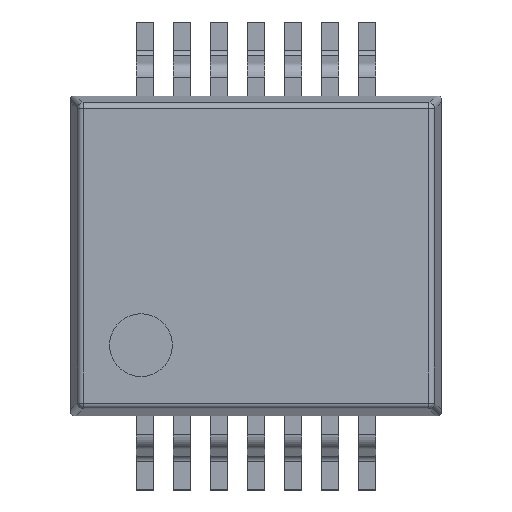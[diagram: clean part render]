
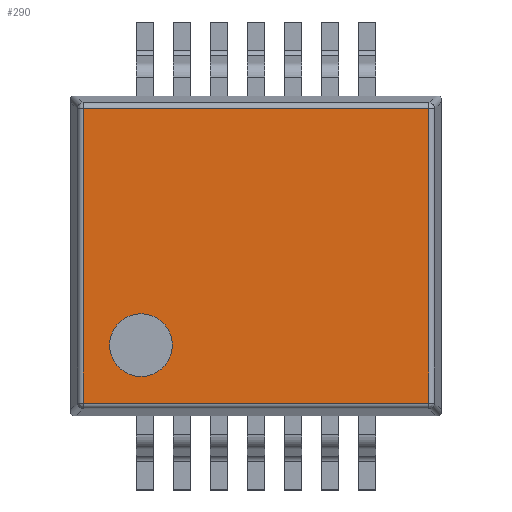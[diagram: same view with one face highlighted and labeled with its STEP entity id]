
A CAD part, top view. The second image highlights one B-rep face of the part: STEP entity #290.
In plain terms, the highlighted planar face has unit normal (0, 0, 1).
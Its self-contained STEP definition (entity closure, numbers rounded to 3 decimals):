
#290=ADVANCED_FACE('',(#986,#988),#990,.T.);
#986=FACE_BOUND('',#987,.T.);
#987=EDGE_LOOP('',(#1634,#1635,#1636,#1637));
#988=FACE_BOUND('',#989,.T.);
#989=EDGE_LOOP('',(#1638));
#990=PLANE('',#991);
#991=AXIS2_PLACEMENT_3D('',#992,#993,#994);
#992=CARTESIAN_POINT('',(0.,0.,2.));
#993=DIRECTION('',(0.,0.,1.));
#994=DIRECTION('',(1.,0.,0.));
#1634=ORIENTED_EDGE('',*,*,#2006,.T.);
#1635=ORIENTED_EDGE('',*,*,#2007,.T.);
#1636=ORIENTED_EDGE('',*,*,#2008,.T.);
#1637=ORIENTED_EDGE('',*,*,#2009,.T.);
#1638=ORIENTED_EDGE('',*,*,#2010,.T.);
#2006=EDGE_CURVE('',#2220,#2221,#2222,.T.);
#2007=EDGE_CURVE('',#2221,#2223,#2224,.T.);
#2008=EDGE_CURVE('',#2223,#2225,#2226,.T.);
#2009=EDGE_CURVE('',#2225,#2220,#2227,.T.);
#2010=EDGE_CURVE('',#2228,#2228,#2229,.F.);
#2220=VERTEX_POINT('',#2644);
#2221=VERTEX_POINT('',#2645);
#2222=LINE('',#2646,#2647);
#2223=VERTEX_POINT('',#2649);
#2224=LINE('',#2650,#2651);
#2225=VERTEX_POINT('',#2653);
#2226=LINE('',#2654,#2655);
#2227=LINE('',#2657,#2658);
#2228=VERTEX_POINT('',#2660);
#2229=CIRCLE('',#2661,0.55);
#2644=CARTESIAN_POINT('',(3.03,2.58,2.));
#2645=CARTESIAN_POINT('',(-3.03,2.58,2.));
#2646=CARTESIAN_POINT('',(3.03,2.58,2.));
#2647=VECTOR('',#2648,1.);
#2648=DIRECTION('',(-1.,0.,0.));
#2649=CARTESIAN_POINT('',(-3.03,-2.58,2.));
#2650=CARTESIAN_POINT('',(-3.03,2.58,2.));
#2651=VECTOR('',#2652,1.);
#2652=DIRECTION('',(0.,-1.,0.));
#2653=CARTESIAN_POINT('',(3.03,-2.58,2.));
#2654=CARTESIAN_POINT('',(-3.03,-2.58,2.));
#2655=VECTOR('',#2656,1.);
#2656=DIRECTION('',(1.,0.,0.));
#2657=CARTESIAN_POINT('',(3.03,-2.58,2.));
#2658=VECTOR('',#2659,1.);
#2659=DIRECTION('',(0.,1.,0.));
#2660=CARTESIAN_POINT('',(-1.465,-1.565,2.));
#2661=AXIS2_PLACEMENT_3D('',#2662,#2663,#2664);
#2662=CARTESIAN_POINT('',(-2.015,-1.565,2.));
#2663=DIRECTION('',(0.,0.,1.));
#2664=DIRECTION('',(1.,0.,0.));
